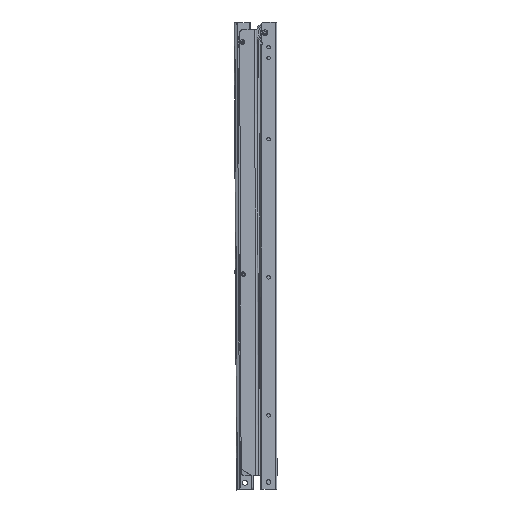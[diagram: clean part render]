
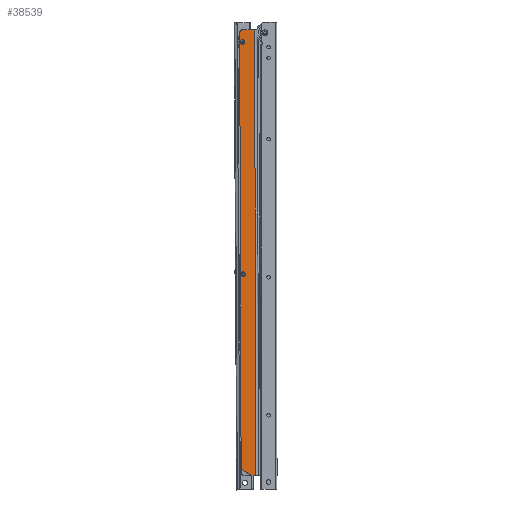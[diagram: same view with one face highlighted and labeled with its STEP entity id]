
A CAD part, left-side view. The second image highlights one B-rep face of the part: STEP entity #38539.
In plain terms, the highlighted planar face has unit normal (-1, 0, 0).
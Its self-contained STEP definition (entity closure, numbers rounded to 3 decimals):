
#731 = AXIS2_PLACEMENT_3D ( 'NONE', #31820, #53573, #69105 ) ;
#979 = AXIS2_PLACEMENT_3D ( 'NONE', #56754, #8574, #24815 ) ;
#2141 = VERTEX_POINT ( 'NONE', #7047 ) ;
#3208 = CIRCLE ( 'NONE', #13302, 4. ) ;
#3860 = LINE ( 'NONE', #19723, #14204 ) ;
#3939 = FACE_OUTER_BOUND ( 'NONE', #57644, .T. ) ;
#4058 = VERTEX_POINT ( 'NONE', #6777 ) ;
#4349 = CARTESIAN_POINT ( 'NONE',  ( -7.5, 17.9, -4. ) ) ;
#4859 = AXIS2_PLACEMENT_3D ( 'NONE', #61339, #6799, #40176 ) ;
#6384 = DIRECTION ( 'NONE',  ( 0., -1., 0. ) ) ;
#6777 = CARTESIAN_POINT ( 'NONE',  ( -7.5, 21.9, -611.272 ) ) ;
#6799 = DIRECTION ( 'NONE',  ( 1., 0., 0. ) ) ;
#7047 = CARTESIAN_POINT ( 'NONE',  ( -7.5, 6.783, -620. ) ) ;
#7974 = CARTESIAN_POINT ( 'NONE',  ( -7.5, 1.225, 0. ) ) ;
#8256 = LINE ( 'NONE', #34955, #12734 ) ;
#8574 = DIRECTION ( 'NONE',  ( 1., 0., 0. ) ) ;
#8779 = DIRECTION ( 'NONE',  ( 0., 0., 1. ) ) ;
#9031 = CARTESIAN_POINT ( 'NONE',  ( -7.5, 18.1, -13.8 ) ) ;
#9999 = VERTEX_POINT ( 'NONE', #54658 ) ;
#10069 = EDGE_CURVE ( 'NONE', #9999, #31466, #3208, .T. ) ;
#10340 = VERTEX_POINT ( 'NONE', #9031 ) ;
#10368 = VECTOR ( 'NONE', #67501, 1000. ) ;
#10559 = EDGE_CURVE ( 'NONE', #44329, #50288, #31343, .T. ) ;
#12734 = VECTOR ( 'NONE', #50790, 1000. ) ;
#13302 = AXIS2_PLACEMENT_3D ( 'NONE', #4349, #45823, #47238 ) ;
#13922 = ORIENTED_EDGE ( 'NONE', *, *, #51013, .F. ) ;
#14204 = VECTOR ( 'NONE', #8779, 1000. ) ;
#15274 = ORIENTED_EDGE ( 'NONE', *, *, #10559, .T. ) ;
#15380 = CIRCLE ( 'NONE', #731, 3.2 ) ;
#15654 = EDGE_CURVE ( 'NONE', #38733, #61304, #24629, .T. ) ;
#15928 = VERTEX_POINT ( 'NONE', #61804 ) ;
#16373 = EDGE_CURVE ( 'NONE', #10340, #15928, #65497, .T. ) ;
#17769 = ORIENTED_EDGE ( 'NONE', *, *, #59891, .F. ) ;
#18514 = VECTOR ( 'NONE', #6384, 1000. ) ;
#19723 = CARTESIAN_POINT ( 'NONE',  ( -7.5, 21.9, -620. ) ) ;
#20463 = EDGE_CURVE ( 'NONE', #15928, #10340, #22890, .T. ) ;
#20865 = DIRECTION ( 'NONE',  ( -1., 0., 0. ) ) ;
#21204 = DIRECTION ( 'NONE',  ( 0., -1., 0. ) ) ;
#22890 = CIRCLE ( 'NONE', #47492, 3.2 ) ;
#23357 = CARTESIAN_POINT ( 'NONE',  ( -7.5, 21.9, 0. ) ) ;
#24629 = LINE ( 'NONE', #61895, #10368 ) ;
#24815 = DIRECTION ( 'NONE',  ( 0., -1., 0. ) ) ;
#27120 = ORIENTED_EDGE ( 'NONE', *, *, #32044, .T. ) ;
#31343 = CIRCLE ( 'NONE', #979, 3.2 ) ;
#31466 = VERTEX_POINT ( 'NONE', #42587 ) ;
#31820 = CARTESIAN_POINT ( 'NONE',  ( -7.5, 18.1, -340. ) ) ;
#31935 = ORIENTED_EDGE ( 'NONE', *, *, #20463, .T. ) ;
#32044 = EDGE_CURVE ( 'NONE', #50288, #44329, #15380, .T. ) ;
#34926 = CARTESIAN_POINT ( 'NONE',  ( -7.5, 18.1, -343.2 ) ) ;
#34955 = CARTESIAN_POINT ( 'NONE',  ( -7.5, 18.121, -613.454 ) ) ;
#36475 = DIRECTION ( 'NONE',  ( 0., -1., 0. ) ) ;
#36501 = VECTOR ( 'NONE', #44690, 1000. ) ;
#38539 = ADVANCED_FACE ( 'NONE', ( #47838, #47512, #3939 ), #69317, .T. ) ;
#38733 = VERTEX_POINT ( 'NONE', #49229 ) ;
#40176 = DIRECTION ( 'NONE',  ( 0., -1., 0. ) ) ;
#40377 = ORIENTED_EDGE ( 'NONE', *, *, #10069, .T. ) ;
#41753 = CARTESIAN_POINT ( 'NONE',  ( -7.5, 18.1, -17. ) ) ;
#41867 = AXIS2_PLACEMENT_3D ( 'NONE', #68986, #20865, #21204 ) ;
#42244 = CARTESIAN_POINT ( 'NONE',  ( -7.5, 18.1, -336.8 ) ) ;
#42328 = ORIENTED_EDGE ( 'NONE', *, *, #15654, .T. ) ;
#42587 = CARTESIAN_POINT ( 'NONE',  ( -7.5, 21.9, -4. ) ) ;
#44329 = VERTEX_POINT ( 'NONE', #42244 ) ;
#44690 = DIRECTION ( 'NONE',  ( 0., -1., 0. ) ) ;
#44807 = ORIENTED_EDGE ( 'NONE', *, *, #63021, .T. ) ;
#45823 = DIRECTION ( 'NONE',  ( -1., 0., 0. ) ) ;
#47238 = DIRECTION ( 'NONE',  ( 0., -1., 0. ) ) ;
#47492 = AXIS2_PLACEMENT_3D ( 'NONE', #41753, #63270, #36475 ) ;
#47512 = FACE_BOUND ( 'NONE', #53548, .T. ) ;
#47838 = FACE_BOUND ( 'NONE', #61692, .T. ) ;
#48599 = LINE ( 'NONE', #54563, #18514 ) ;
#49077 = ORIENTED_EDGE ( 'NONE', *, *, #16373, .T. ) ;
#49229 = CARTESIAN_POINT ( 'NONE',  ( -7.5, 1.225, -620. ) ) ;
#50288 = VERTEX_POINT ( 'NONE', #34926 ) ;
#50790 = DIRECTION ( 'NONE',  ( 0., 0.866, 0.5 ) ) ;
#51013 = EDGE_CURVE ( 'NONE', #4058, #31466, #3860, .T. ) ;
#53548 = EDGE_LOOP ( 'NONE', ( #49077, #31935 ) ) ;
#53573 = DIRECTION ( 'NONE',  ( 1., 0., 0. ) ) ;
#54563 = CARTESIAN_POINT ( 'NONE',  ( -7.5, 21.9, -620. ) ) ;
#54658 = CARTESIAN_POINT ( 'NONE',  ( -7.5, 17.9, 0. ) ) ;
#56754 = CARTESIAN_POINT ( 'NONE',  ( -7.5, 18.1, -340. ) ) ;
#57644 = EDGE_LOOP ( 'NONE', ( #17769, #44807, #42328, #62323, #40377, #13922 ) ) ;
#59891 = EDGE_CURVE ( 'NONE', #2141, #4058, #8256, .T. ) ;
#60574 = LINE ( 'NONE', #23357, #36501 ) ;
#61304 = VERTEX_POINT ( 'NONE', #7974 ) ;
#61339 = CARTESIAN_POINT ( 'NONE',  ( -7.5, 18.1, -17. ) ) ;
#61692 = EDGE_LOOP ( 'NONE', ( #15274, #27120 ) ) ;
#61804 = CARTESIAN_POINT ( 'NONE',  ( -7.5, 18.1, -20.2 ) ) ;
#61873 = EDGE_CURVE ( 'NONE', #9999, #61304, #60574, .T. ) ;
#61895 = CARTESIAN_POINT ( 'NONE',  ( -7.5, 1.225, -620. ) ) ;
#62323 = ORIENTED_EDGE ( 'NONE', *, *, #61873, .F. ) ;
#63021 = EDGE_CURVE ( 'NONE', #2141, #38733, #48599, .T. ) ;
#63270 = DIRECTION ( 'NONE',  ( 1., 0., 0. ) ) ;
#65497 = CIRCLE ( 'NONE', #4859, 3.2 ) ;
#67501 = DIRECTION ( 'NONE',  ( 0., 0., 1. ) ) ;
#68986 = CARTESIAN_POINT ( 'NONE',  ( -7.5, 21.9, -620. ) ) ;
#69105 = DIRECTION ( 'NONE',  ( 0., -1., 0. ) ) ;
#69317 = PLANE ( 'NONE',  #41867 ) ;
